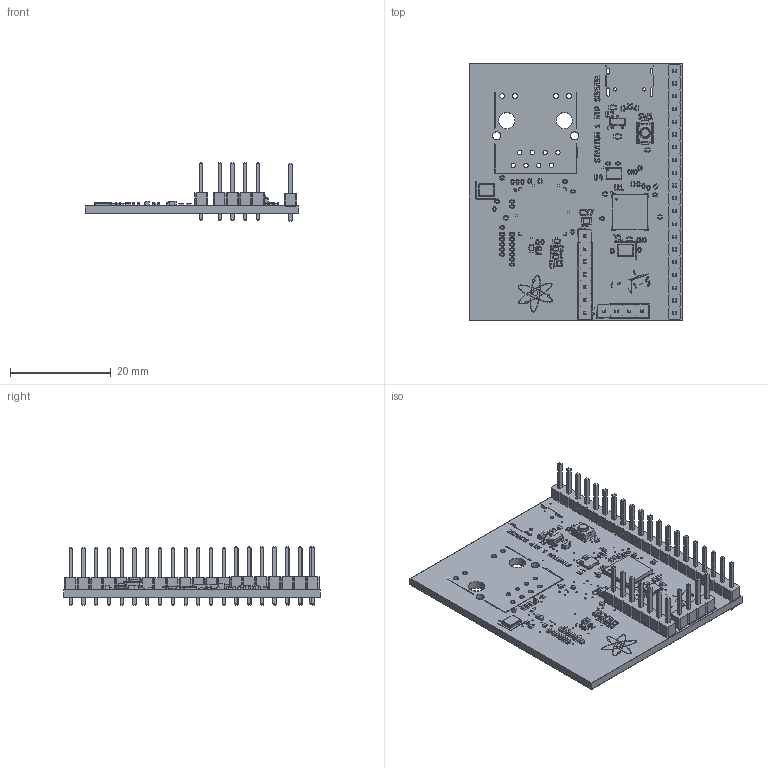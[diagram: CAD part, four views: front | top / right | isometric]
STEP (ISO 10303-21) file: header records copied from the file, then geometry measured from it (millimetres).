
FILE_DESCRIPTION(('KiCad electronic assembly'),'2;1');
FILE_NAME('ntp-devboard.step','2026-02-03T10:18:00',('Pcbnew'),('Kicad') ,'Open CASCADE STEP processor 7.9','KiCad to STEP converter','Unknown' );
FILE_SCHEMA(('AUTOMOTIVE_DESIGN { 1 0 10303 214 1 1 1 1 }'));
Length unit declared in the file: millimetre
Products named in the file (19): ntp-devboard 1; C_0402_1005Metric; R_0402_1005Metric; C_0603_1608Metric; Crystal_SMD_3225-4Pin_3.2x2.5mm; L_0603_1608Metric; PinHeader_1x04_P2.54mm_Vertical; C_0805_2012Metric; SW_Push_SPST_NO_Alps_SKRK; PinHeader_1x07_P2.54mm_Vertical; QFN-56-1EP_7x7mm_P0.4mm_EP3.2x3.2mm; SOT-23; Winbond_USON-8-1EP_3x2mm_P0.5mm_EP0.2x1.6mm; PinHeader_1x20_P2.54mm_Vertical; ntp-devboard_silkscreen; ntp-devboard_soldermask; ntp-devboard_PCB
Assembly tree (73 placements, depth 2):
  ntp-devboard 1
    C_0402_1005Metric  x37
    R_0402_1005Metric  x15
    C_0603_1608Metric  x2
    Crystal_SMD_3225-4Pin_3.2x2.5mm  x2
    L_0603_1608Metric  x4
    PinHeader_1x04_P2.54mm_Vertical
    C_0805_2012Metric
    SW_Push_SPST_NO_Alps_SKRK
    PinHeader_1x07_P2.54mm_Vertical
    QFN-56-1EP_7x7mm_P0.4mm_EP3.2x3.2mm
    SOT-23
    Winbond_USON-8-1EP_3x2mm_P0.5mm_EP0.2x1.6mm
    PinHeader_1x20_P2.54mm_Vertical
    ntp-devboard_silkscreen
    ntp-devboard_silkscreen
    ntp-devboard_soldermask
    ntp-devboard_soldermask
    ntp-devboard_PCB
Bounding box: 42.4 x 51 x 11.72 mm (x, y, z)
Volume: 3873.8 mm3; surface area: 11222.4 mm2
Topology: 69 solids, 299 shells, 3443 faces, 11128 edges, 8202 vertices
Faces by surface type: plane 2569, cylinder 857, bspline 16, torus 1
Full cylindrical faces by diameter (mm): 0.25 x1, 0.3 x100, 0.4 x1, 0.65 x2, 0.89 x8, 1 x31, 1.02 x4, 1.63 x2, 1.8 x1, 2.2 x1, 3.25 x2
Entity records: 92030 total; most frequent: CARTESIAN_POINT 14919, DIRECTION 12352, ORIENTED_EDGE 11728, EDGE_CURVE 7224, LINE 6026, VECTOR 6026, VERTEX_POINT 5618, AXIS2_PLACEMENT_3D 3163
